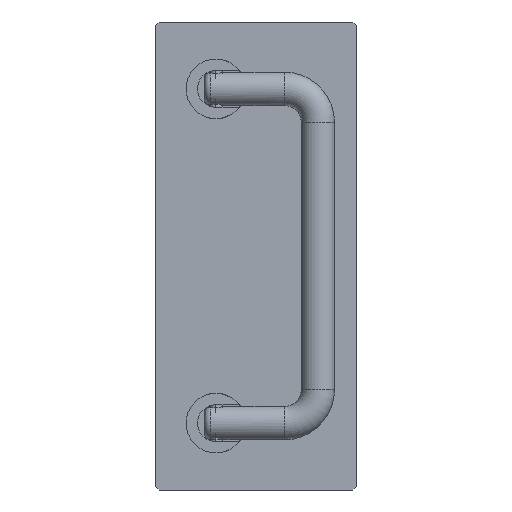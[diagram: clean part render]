
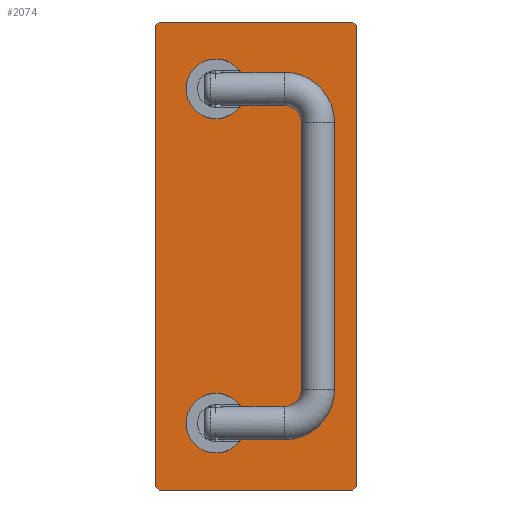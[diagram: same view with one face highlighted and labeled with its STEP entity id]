
A CAD part, left-side view. The second image highlights one B-rep face of the part: STEP entity #2074.
In plain terms, the highlighted face is planar.
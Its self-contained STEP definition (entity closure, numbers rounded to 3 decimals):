
#22 = CARTESIAN_POINT ( 'NONE',  ( 69., 1., -30. ) ) ;
#46 = DIRECTION ( 'NONE',  ( 0., 0., 1. ) ) ;
#150 = VERTEX_POINT ( 'NONE', #827 ) ;
#182 = CARTESIAN_POINT ( 'NONE',  ( -50., 1., -12. ) ) ;
#198 = VERTEX_POINT ( 'NONE', #622 ) ;
#253 = DIRECTION ( 'NONE',  ( 0., 1., 0. ) ) ;
#340 = CARTESIAN_POINT ( 'NONE',  ( -70., 1., -29. ) ) ;
#407 = DIRECTION ( 'NONE',  ( 0., 1., 0. ) ) ;
#431 = VERTEX_POINT ( 'NONE', #1228 ) ;
#437 = DIRECTION ( 'NONE',  ( 0., 0., 1. ) ) ;
#444 = ORIENTED_EDGE ( 'NONE', *, *, #661, .F. ) ;
#449 = AXIS2_PLACEMENT_3D ( 'NONE', #1320, #1576, #46 ) ;
#463 = DIRECTION ( 'NONE',  ( 0., 0., -1. ) ) ;
#475 = ORIENTED_EDGE ( 'NONE', *, *, #2133, .T. ) ;
#478 = VERTEX_POINT ( 'NONE', #1488 ) ;
#484 = FACE_BOUND ( 'NONE', #951, .T. ) ;
#569 = LINE ( 'NONE', #340, #1644 ) ;
#580 = CARTESIAN_POINT ( 'NONE',  ( 70., 1., 30. ) ) ;
#622 = CARTESIAN_POINT ( 'NONE',  ( -70., 1., 29. ) ) ;
#635 = VECTOR ( 'NONE', #2498, 1000. ) ;
#661 = EDGE_CURVE ( 'NONE', #1845, #743, #1923, .T. ) ;
#690 = VECTOR ( 'NONE', #1515, 1000. ) ;
#702 = CARTESIAN_POINT ( 'NONE',  ( 50., 1., -12. ) ) ;
#714 = CARTESIAN_POINT ( 'NONE',  ( 70., 1., 29. ) ) ;
#743 = VERTEX_POINT ( 'NONE', #837 ) ;
#746 = DIRECTION ( 'NONE',  ( 0., 0., -1. ) ) ;
#769 = AXIS2_PLACEMENT_3D ( 'NONE', #2697, #1195, #463 ) ;
#827 = CARTESIAN_POINT ( 'NONE',  ( 70., 1., -29. ) ) ;
#831 = ORIENTED_EDGE ( 'NONE', *, *, #2738, .T. ) ;
#837 = CARTESIAN_POINT ( 'NONE',  ( -50., 1., -7.9 ) ) ;
#920 = CIRCLE ( 'NONE', #924, 4.1 ) ;
#924 = AXIS2_PLACEMENT_3D ( 'NONE', #702, #253, #3019 ) ;
#929 = CIRCLE ( 'NONE', #1725, 4.1 ) ;
#951 = EDGE_LOOP ( 'NONE', ( #2127, #1658 ) ) ;
#999 = VECTOR ( 'NONE', #3142, 1000. ) ;
#1008 = DIRECTION ( 'NONE',  ( 0., -1., 0. ) ) ;
#1060 = VERTEX_POINT ( 'NONE', #1467 ) ;
#1086 = PLANE ( 'NONE',  #2281 ) ;
#1195 = DIRECTION ( 'NONE',  ( 0., 1., 0. ) ) ;
#1228 = CARTESIAN_POINT ( 'NONE',  ( 50., 1., -16.1 ) ) ;
#1232 = LINE ( 'NONE', #714, #1747 ) ;
#1267 = CARTESIAN_POINT ( 'NONE',  ( 70., 1., -30. ) ) ;
#1280 = CARTESIAN_POINT ( 'NONE',  ( 50., 1., -7.9 ) ) ;
#1320 = CARTESIAN_POINT ( 'NONE',  ( -50., 1., -12. ) ) ;
#1367 = LINE ( 'NONE', #580, #690 ) ;
#1369 = EDGE_CURVE ( 'NONE', #1615, #2163, #569, .T. ) ;
#1467 = CARTESIAN_POINT ( 'NONE',  ( 69., 1., 30. ) ) ;
#1477 = VECTOR ( 'NONE', #437, 1000. ) ;
#1488 = CARTESIAN_POINT ( 'NONE',  ( 70., 1., 29. ) ) ;
#1497 = DIRECTION ( 'NONE',  ( -0.707, 0., -0.707 ) ) ;
#1509 = EDGE_CURVE ( 'NONE', #2413, #1615, #2030, .T. ) ;
#1515 = DIRECTION ( 'NONE',  ( 0., 0., -1. ) ) ;
#1556 = VECTOR ( 'NONE', #1497, 1000. ) ;
#1576 = DIRECTION ( 'NONE',  ( 0., 1., 0. ) ) ;
#1591 = ORIENTED_EDGE ( 'NONE', *, *, #1369, .T. ) ;
#1615 = VERTEX_POINT ( 'NONE', #3028 ) ;
#1623 = CARTESIAN_POINT ( 'NONE',  ( -69., 1., 30. ) ) ;
#1638 = CARTESIAN_POINT ( 'NONE',  ( -70., 1., 30. ) ) ;
#1644 = VECTOR ( 'NONE', #2886, 1000. ) ;
#1658 = ORIENTED_EDGE ( 'NONE', *, *, #3102, .F. ) ;
#1665 = ORIENTED_EDGE ( 'NONE', *, *, #2487, .T. ) ;
#1672 = CARTESIAN_POINT ( 'NONE',  ( -50., 1., -16.1 ) ) ;
#1689 = DIRECTION ( 'NONE',  ( 0., 0., 1. ) ) ;
#1700 = CIRCLE ( 'NONE', #769, 4.1 ) ;
#1725 = AXIS2_PLACEMENT_3D ( 'NONE', #182, #407, #1689 ) ;
#1730 = EDGE_LOOP ( 'NONE', ( #2631, #444 ) ) ;
#1747 = VECTOR ( 'NONE', #2978, 1000. ) ;
#1756 = EDGE_CURVE ( 'NONE', #743, #1845, #929, .T. ) ;
#1757 = VECTOR ( 'NONE', #2720, 1000. ) ;
#1763 = CARTESIAN_POINT ( 'NONE',  ( -70., 1., -29. ) ) ;
#1845 = VERTEX_POINT ( 'NONE', #1672 ) ;
#1923 = CIRCLE ( 'NONE', #449, 4.1 ) ;
#1947 = ORIENTED_EDGE ( 'NONE', *, *, #2615, .T. ) ;
#1952 = CARTESIAN_POINT ( 'NONE',  ( -70., 1., 30. ) ) ;
#2030 = LINE ( 'NONE', #2241, #1757 ) ;
#2074 = ADVANCED_FACE ( 'NONE', ( #484, #3136, #2420 ), #1086, .F. ) ;
#2091 = EDGE_LOOP ( 'NONE', ( #475, #2787, #2448, #1591, #831, #2914, #1665, #1947 ) ) ;
#2121 = VERTEX_POINT ( 'NONE', #1280 ) ;
#2127 = ORIENTED_EDGE ( 'NONE', *, *, #2759, .F. ) ;
#2133 = EDGE_CURVE ( 'NONE', #478, #150, #1367, .T. ) ;
#2139 = LINE ( 'NONE', #1952, #1477 ) ;
#2163 = VERTEX_POINT ( 'NONE', #1763 ) ;
#2190 = LINE ( 'NONE', #1638, #999 ) ;
#2241 = CARTESIAN_POINT ( 'NONE',  ( -70., 1., -30. ) ) ;
#2281 = AXIS2_PLACEMENT_3D ( 'NONE', #1267, #1008, #746 ) ;
#2286 = VERTEX_POINT ( 'NONE', #1623 ) ;
#2403 = LINE ( 'NONE', #3049, #635 ) ;
#2413 = VERTEX_POINT ( 'NONE', #22 ) ;
#2420 = FACE_OUTER_BOUND ( 'NONE', #2091, .T. ) ;
#2446 = CARTESIAN_POINT ( 'NONE',  ( 69., 1., -30. ) ) ;
#2448 = ORIENTED_EDGE ( 'NONE', *, *, #1509, .T. ) ;
#2487 = EDGE_CURVE ( 'NONE', #2286, #1060, #2190, .T. ) ;
#2498 = DIRECTION ( 'NONE',  ( 0.707, 0., 0.707 ) ) ;
#2615 = EDGE_CURVE ( 'NONE', #1060, #478, #1232, .T. ) ;
#2631 = ORIENTED_EDGE ( 'NONE', *, *, #1756, .F. ) ;
#2649 = LINE ( 'NONE', #2446, #1556 ) ;
#2697 = CARTESIAN_POINT ( 'NONE',  ( 50., 1., -12. ) ) ;
#2720 = DIRECTION ( 'NONE',  ( -1., 0., 0. ) ) ;
#2738 = EDGE_CURVE ( 'NONE', #2163, #198, #2139, .T. ) ;
#2759 = EDGE_CURVE ( 'NONE', #2121, #431, #920, .T. ) ;
#2787 = ORIENTED_EDGE ( 'NONE', *, *, #3085, .T. ) ;
#2886 = DIRECTION ( 'NONE',  ( -0.707, 0., 0.707 ) ) ;
#2914 = ORIENTED_EDGE ( 'NONE', *, *, #3253, .T. ) ;
#2978 = DIRECTION ( 'NONE',  ( 0.707, 0., -0.707 ) ) ;
#3019 = DIRECTION ( 'NONE',  ( 0., 0., -1. ) ) ;
#3028 = CARTESIAN_POINT ( 'NONE',  ( -69., 1., -30. ) ) ;
#3049 = CARTESIAN_POINT ( 'NONE',  ( -69., 1., 30. ) ) ;
#3085 = EDGE_CURVE ( 'NONE', #150, #2413, #2649, .T. ) ;
#3102 = EDGE_CURVE ( 'NONE', #431, #2121, #1700, .T. ) ;
#3136 = FACE_BOUND ( 'NONE', #1730, .T. ) ;
#3142 = DIRECTION ( 'NONE',  ( 1., 0., 0. ) ) ;
#3253 = EDGE_CURVE ( 'NONE', #198, #2286, #2403, .T. ) ;
